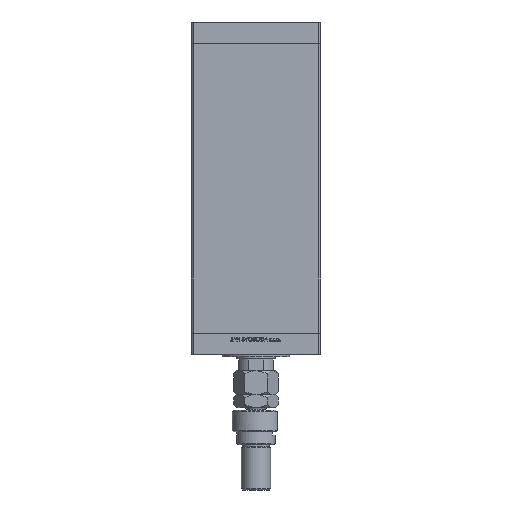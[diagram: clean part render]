
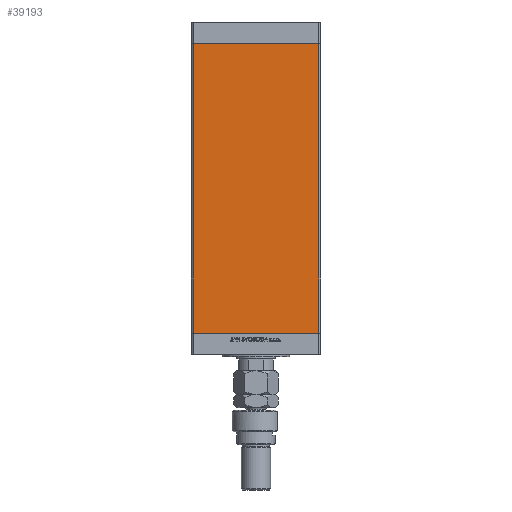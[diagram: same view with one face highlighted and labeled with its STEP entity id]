
A CAD part, front view. The second image highlights one B-rep face of the part: STEP entity #39193.
In plain terms, the highlighted planar face has unit normal (0, -1, 0).
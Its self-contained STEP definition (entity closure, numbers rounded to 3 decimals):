
#1220 = EDGE_CURVE ( 'NONE', #47525, #42320, #46183, .T. ) ;
#1437 = CARTESIAN_POINT ( 'NONE',  ( 58., -51., 268.5 ) ) ;
#4128 = EDGE_CURVE ( 'NONE', #38429, #42320, #15127, .T. ) ;
#5202 = ORIENTED_EDGE ( 'NONE', *, *, #38632, .T. ) ;
#6279 = VECTOR ( 'NONE', #25675, 1000. ) ;
#6789 = PLANE ( 'NONE',  #10709 ) ;
#10709 = AXIS2_PLACEMENT_3D ( 'NONE', #22865, #14441, #11012 ) ;
#11012 = DIRECTION ( 'NONE',  ( 0., 0., 1. ) ) ;
#12840 = EDGE_LOOP ( 'NONE', ( #47823, #51006, #27353, #5202 ) ) ;
#14441 = DIRECTION ( 'NONE',  ( 0., 1., 0. ) ) ;
#15127 = LINE ( 'NONE', #31163, #27289 ) ;
#18276 = EDGE_CURVE ( 'NONE', #30838, #47525, #51249, .T. ) ;
#18904 = DIRECTION ( 'NONE',  ( 1., 0., 0. ) ) ;
#19924 = CARTESIAN_POINT ( 'NONE',  ( -58., -51., 268.5 ) ) ;
#20815 = VECTOR ( 'NONE', #34355, 1000. ) ;
#22865 = CARTESIAN_POINT ( 'NONE',  ( -58., -51., 268.5 ) ) ;
#25675 = DIRECTION ( 'NONE',  ( 0., 0., -1. ) ) ;
#25962 = LINE ( 'NONE', #30669, #20815 ) ;
#27289 = VECTOR ( 'NONE', #46433, 1000. ) ;
#27353 = ORIENTED_EDGE ( 'NONE', *, *, #18276, .F. ) ;
#30669 = CARTESIAN_POINT ( 'NONE',  ( -58., -51., 268.5 ) ) ;
#30838 = VERTEX_POINT ( 'NONE', #42036 ) ;
#31163 = CARTESIAN_POINT ( 'NONE',  ( -58., -51., 0. ) ) ;
#34355 = DIRECTION ( 'NONE',  ( 0., 0., -1. ) ) ;
#38429 = VERTEX_POINT ( 'NONE', #42712 ) ;
#38632 = EDGE_CURVE ( 'NONE', #30838, #38429, #25962, .T. ) ;
#39193 = ADVANCED_FACE ( 'NONE', ( #50486 ), #6789, .F. ) ;
#40794 = VECTOR ( 'NONE', #18904, 1000. ) ;
#42036 = CARTESIAN_POINT ( 'NONE',  ( -58., -51., 268.5 ) ) ;
#42320 = VERTEX_POINT ( 'NONE', #47989 ) ;
#42712 = CARTESIAN_POINT ( 'NONE',  ( -58., -51., 0. ) ) ;
#42923 = CARTESIAN_POINT ( 'NONE',  ( 58., -51., 268.5 ) ) ;
#46183 = LINE ( 'NONE', #1437, #6279 ) ;
#46433 = DIRECTION ( 'NONE',  ( 1., 0., 0. ) ) ;
#47525 = VERTEX_POINT ( 'NONE', #42923 ) ;
#47823 = ORIENTED_EDGE ( 'NONE', *, *, #4128, .T. ) ;
#47989 = CARTESIAN_POINT ( 'NONE',  ( 58., -51., 0. ) ) ;
#50486 = FACE_OUTER_BOUND ( 'NONE', #12840, .T. ) ;
#51006 = ORIENTED_EDGE ( 'NONE', *, *, #1220, .F. ) ;
#51249 = LINE ( 'NONE', #19924, #40794 ) ;
